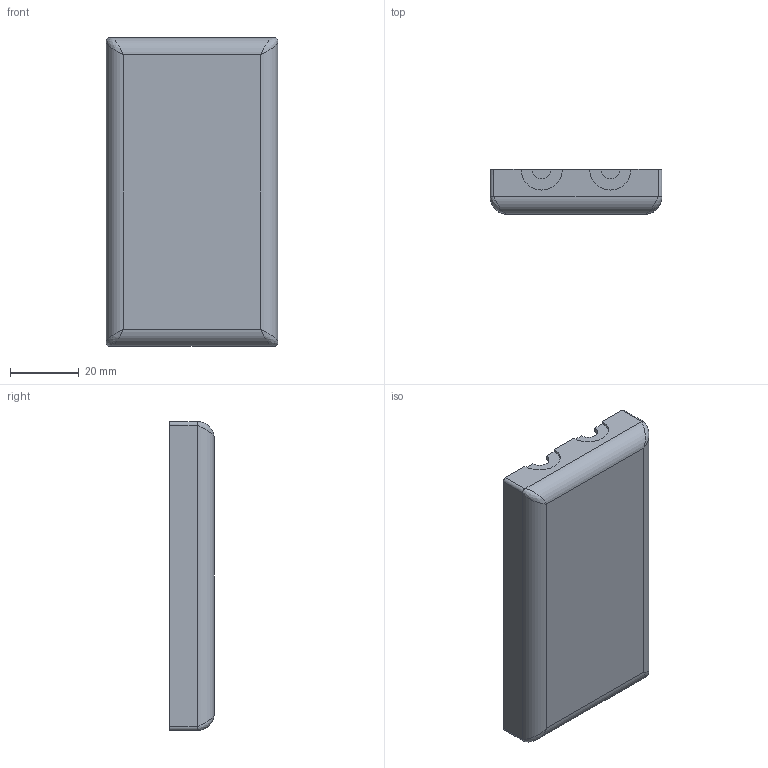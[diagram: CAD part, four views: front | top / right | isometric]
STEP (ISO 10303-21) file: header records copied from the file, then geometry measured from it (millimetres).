
FILE_DESCRIPTION(('FreeCAD Model'),'2;1');
FILE_NAME('Open CASCADE Shape Model','2025-03-31T15:41:32',('Author'),( ''),'Open CASCADE STEP processor 7.8','FreeCAD','Unknown');
FILE_SCHEMA(('AUTOMOTIVE_DESIGN { 1 0 10303 214 1 1 1 1 }'));
Length unit declared in the file: millimetre
Products named in the file (1): Radio Case Lid
Bounding box: 50 x 13 x 90 mm (x, y, z)
Volume: 15235.9 mm3; surface area: 15229.2 mm2
Topology: 1 solids, 1 shells, 50 faces, 124 edges, 76 vertices
Faces by surface type: plane 29, cylinder 17, bspline 4
Full cylindrical faces by diameter (mm): 2.8 x4
Entity records: 1822 total; most frequent: CARTESIAN_POINT 653, ORIENTED_EDGE 240, DIRECTION 224, EDGE_CURVE 120, LINE 86, VECTOR 86, VERTEX_POINT 76, AXIS2_PLACEMENT_3D 69
